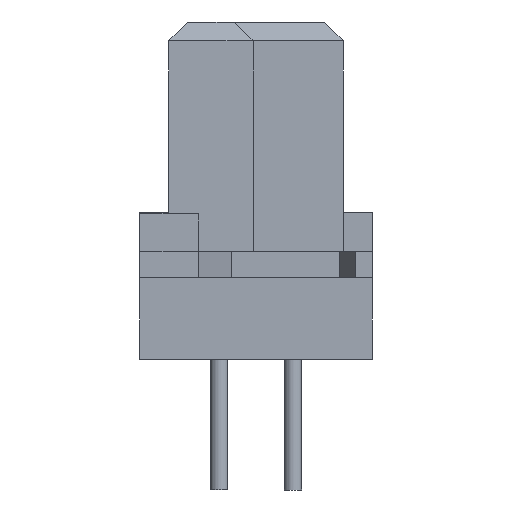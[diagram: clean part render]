
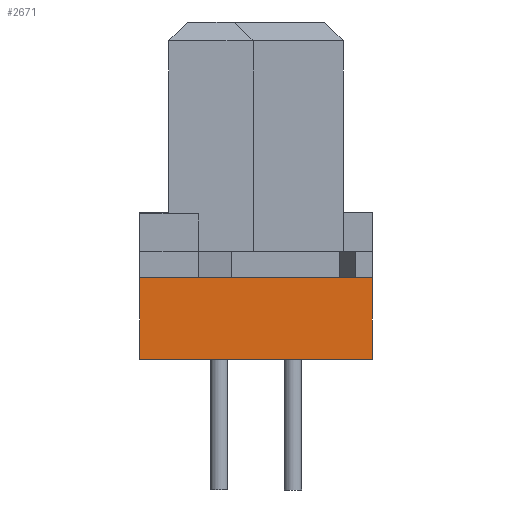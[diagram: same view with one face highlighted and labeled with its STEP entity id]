
A CAD part, front view. The second image highlights one B-rep face of the part: STEP entity #2671.
In plain terms, the highlighted planar face has unit normal (0, -1, 0).
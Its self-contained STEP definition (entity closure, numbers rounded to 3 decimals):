
#2608=CARTESIAN_POINT('',(-2.73,-86.82,0.));
#2609=VERTEX_POINT('',#2608);
#2616=CARTESIAN_POINT('',(-2.73,-86.82,2.8));
#2617=VERTEX_POINT('',#2616);
#2618=CARTESIAN_POINT('',(-2.73,-86.82,2.8));
#2619=DIRECTION('',(0.0,0.0,-1.0));
#2620=VECTOR('',#2619,2.8);
#2621=LINE('',#2618,#2620);
#2622=EDGE_CURVE('',#2617,#2609,#2621,.T.);
#2641=CARTESIAN_POINT('',(-2.73,-86.82,2.8));
#2642=DIRECTION('',(0.0,-1.0,0.0));
#2643=DIRECTION('',(0.0,0.0,-1.0));
#2644=AXIS2_PLACEMENT_3D('',#2641,#2642,#2643);
#2645=PLANE('',#2644);
#2646=CARTESIAN_POINT('',(5.27,-86.82,0.));
#2647=VERTEX_POINT('',#2646);
#2648=CARTESIAN_POINT('',(-2.73,-86.82,0.));
#2649=DIRECTION('',(1.0,0.0,0.0));
#2650=VECTOR('',#2649,8.0);
#2651=LINE('',#2648,#2650);
#2652=EDGE_CURVE('',#2609,#2647,#2651,.T.);
#2653=ORIENTED_EDGE('',*,*,#2652,.T.);
#2654=CARTESIAN_POINT('',(5.27,-86.82,2.8));
#2655=VERTEX_POINT('',#2654);
#2656=CARTESIAN_POINT('',(5.27,-86.82,2.8));
#2657=DIRECTION('',(0.0,0.0,-1.0));
#2658=VECTOR('',#2657,2.8);
#2659=LINE('',#2656,#2658);
#2660=EDGE_CURVE('',#2655,#2647,#2659,.T.);
#2661=ORIENTED_EDGE('',*,*,#2660,.F.);
#2662=CARTESIAN_POINT('',(-2.73,-86.82,2.8));
#2663=DIRECTION('',(1.0,0.0,0.0));
#2664=VECTOR('',#2663,8.0);
#2665=LINE('',#2662,#2664);
#2666=EDGE_CURVE('',#2617,#2655,#2665,.T.);
#2667=ORIENTED_EDGE('',*,*,#2666,.F.);
#2668=ORIENTED_EDGE('',*,*,#2622,.T.);
#2669=EDGE_LOOP('',(#2653,#2661,#2667,#2668));
#2670=FACE_OUTER_BOUND('',#2669,.T.);
#2671=ADVANCED_FACE('',(#2670),#2645,.T.);
